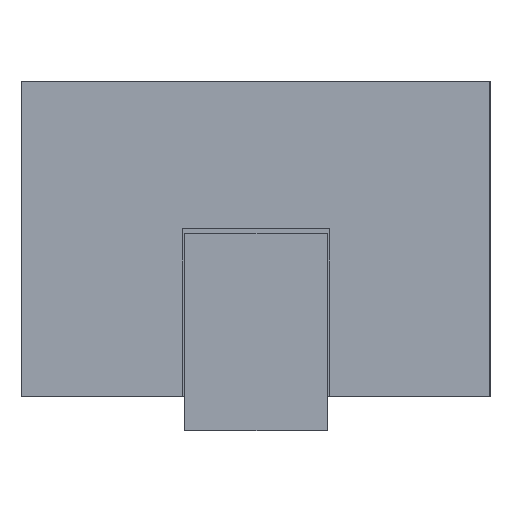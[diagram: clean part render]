
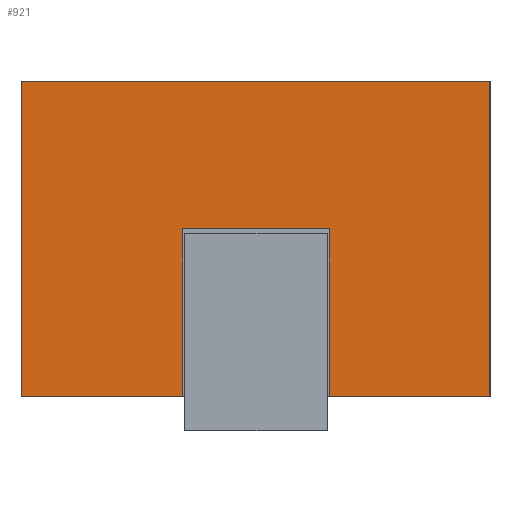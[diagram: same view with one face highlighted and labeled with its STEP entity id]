
A CAD part, left-side view. The second image highlights one B-rep face of the part: STEP entity #921.
In plain terms, the highlighted planar face has unit normal (-1, 0, 0).
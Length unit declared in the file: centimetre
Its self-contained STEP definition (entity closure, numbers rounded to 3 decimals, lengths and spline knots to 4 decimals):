
#42=CARTESIAN_POINT('',(-0.39,0.075,0.035));
#43=VERTEX_POINT('',#42);
#50=CARTESIAN_POINT('',(-0.39,0.2375,0.035));
#51=VERTEX_POINT('',#50);
#52=CARTESIAN_POINT('',(-0.39,12345.075,0.035));
#53=DIRECTION('',(0.,-1.,0.));
#54=VECTOR('',#53,24690.);
#55=LINE('',#52,#54);
#56=EDGE_CURVE('',#51,#43,#55,.T.);
#106=CARTESIAN_POINT('',(-0.39,-0.2375,0.035));
#107=VERTEX_POINT('',#106);
#114=CARTESIAN_POINT('',(-0.39,-0.075,0.035));
#115=VERTEX_POINT('',#114);
#116=CARTESIAN_POINT('',(-0.39,12344.7625,0.035));
#117=DIRECTION('',(0.,-1.,0.));
#118=VECTOR('',#117,24690.);
#119=LINE('',#116,#118);
#120=EDGE_CURVE('',#115,#107,#119,.T.);
#682=CARTESIAN_POINT('',(-0.39,-0.075,0.205));
#683=VERTEX_POINT('',#682);
#697=CARTESIAN_POINT('',(-0.39,-0.075,12345.0275));
#698=DIRECTION('',(0.,0.,-1.));
#699=VECTOR('',#698,24690.);
#700=LINE('',#697,#699);
#701=EDGE_CURVE('',#683,#115,#700,.T.);
#712=CARTESIAN_POINT('',(-0.39,0.075,0.205));
#713=VERTEX_POINT('',#712);
#722=CARTESIAN_POINT('',(-0.39,0.075,-12344.9725));
#723=DIRECTION('',(0.,0.,1.));
#724=VECTOR('',#723,24690.);
#725=LINE('',#722,#724);
#726=EDGE_CURVE('',#43,#713,#725,.T.);
#769=CARTESIAN_POINT('',(-0.39,12345.,0.205));
#770=DIRECTION('',(0.,-1.,0.));
#771=VECTOR('',#770,24690.);
#772=LINE('',#769,#771);
#773=EDGE_CURVE('',#713,#683,#772,.T.);
#887=CARTESIAN_POINT('',(-0.39,0.,0.));
#888=DIRECTION('',(-1.,0.,0.));
#889=DIRECTION('',(0.,-1.,0.));
#890=AXIS2_PLACEMENT_3D('',#887,#888,#889);
#891=PLANE('',#890);
#892=ORIENTED_EDGE('',*,*,#726,.T.);
#893=ORIENTED_EDGE('',*,*,#773,.T.);
#894=ORIENTED_EDGE('',*,*,#701,.T.);
#895=ORIENTED_EDGE('',*,*,#120,.T.);
#896=CARTESIAN_POINT('',(-0.39,-0.2375,0.355));
#897=VERTEX_POINT('',#896);
#898=CARTESIAN_POINT('',(-0.39,-0.2375,-12345.));
#899=DIRECTION('',(0.,0.,1.));
#900=VECTOR('',#899,24690.);
#901=LINE('',#898,#900);
#902=EDGE_CURVE('',#107,#897,#901,.T.);
#903=ORIENTED_EDGE('',*,*,#902,.T.);
#904=CARTESIAN_POINT('',(-0.39,0.2375,0.355));
#905=VERTEX_POINT('',#904);
#906=CARTESIAN_POINT('',(-0.39,-12344.7625,0.355));
#907=DIRECTION('',(0.,1.,0.));
#908=VECTOR('',#907,24690.);
#909=LINE('',#906,#908);
#910=EDGE_CURVE('',#897,#905,#909,.T.);
#911=ORIENTED_EDGE('',*,*,#910,.T.);
#912=CARTESIAN_POINT('',(-0.39,0.2375,-12345.));
#913=DIRECTION('',(0.,0.,1.));
#914=VECTOR('',#913,24690.);
#915=LINE('',#912,#914);
#916=EDGE_CURVE('',#51,#905,#915,.T.);
#917=ORIENTED_EDGE('',*,*,#916,.F.);
#918=ORIENTED_EDGE('',*,*,#56,.T.);
#919=EDGE_LOOP('',(#892,#893,#894,#895,#903,#911,#917,#918));
#920=FACE_BOUND('',#919,.T.);
#921=ADVANCED_FACE('',(#920),#891,.T.);
